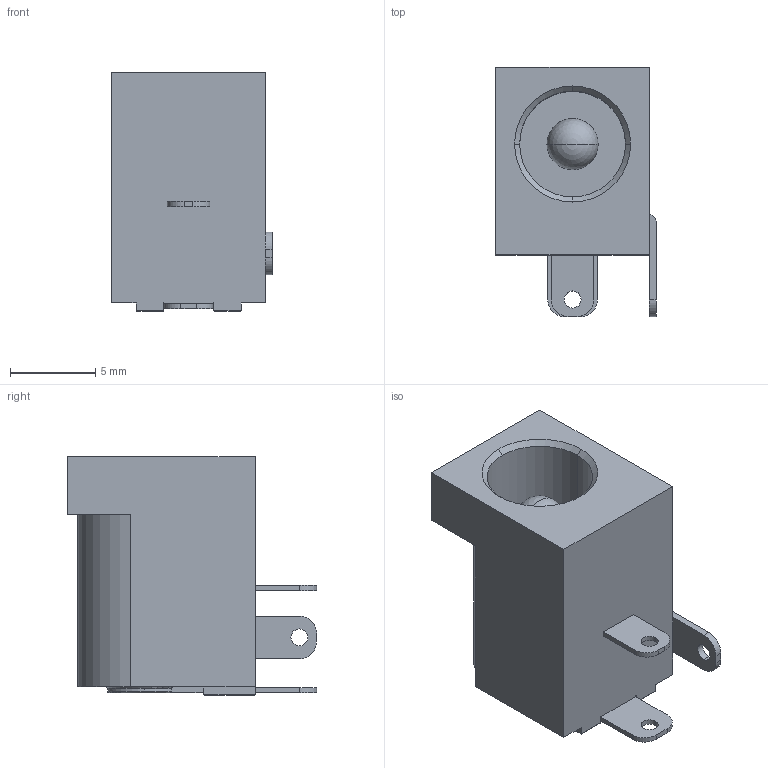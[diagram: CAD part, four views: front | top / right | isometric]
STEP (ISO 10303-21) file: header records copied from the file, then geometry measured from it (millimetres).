
FILE_DESCRIPTION(('STEP AP242'),'1');
FILE_NAME('dc-005-5a-2_0.stp','2020-04-23T16:52:46',('TraceParts'),('TraceParts S.A.'),'Spatial InterOp 3D',' ',' ');
FILE_SCHEMA(('AP242_MANAGED_MODEL_BASED_3D_ENGINEERING_MIM_LF {1 0 10303 442 1 1 4}'));
Length unit declared in the file: millimetre
Products named in the file (1): dc-005-5a-2_0
Bounding box: 9.4 x 14.6 x 14 mm (x, y, z)
Volume: 952.5 mm3; surface area: 1032.6 mm2
Topology: 1 solids, 1 shells, 81 faces, 210 edges, 133 vertices
Faces by surface type: plane 34, cylinder 29, torus 12, cone 4, sphere 2
Entity records: 2551 total; most frequent: CARTESIAN_POINT 507, DIRECTION 438, ORIENTED_EDGE 416, EDGE_CURVE 208, AXIS2_PLACEMENT_3D 160, VERTEX_POINT 133, LINE 118, VECTOR 118
